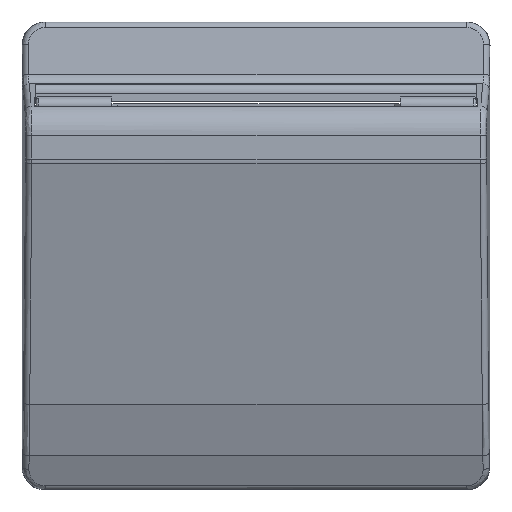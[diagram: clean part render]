
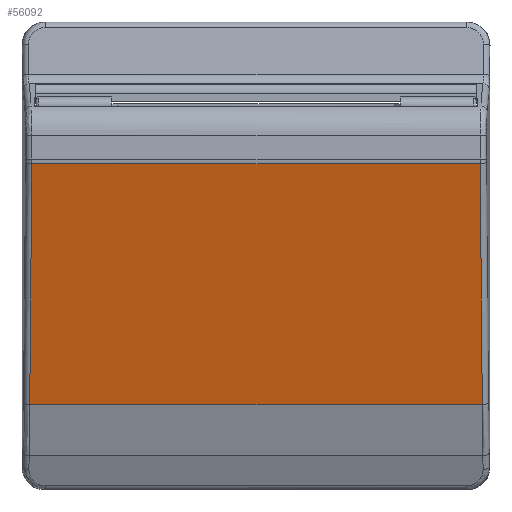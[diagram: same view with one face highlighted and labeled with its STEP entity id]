
A CAD part, top view. The second image highlights one B-rep face of the part: STEP entity #56092.
In plain terms, the highlighted planar face has unit normal (0, -0.242, 0.97).
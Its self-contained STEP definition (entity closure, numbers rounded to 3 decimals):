
#56073=AXIS2_PLACEMENT_3D('Plane Axis2P3D',#56070,#56071,#56072) ;
#55080=CARTESIAN_POINT('Vertex',(-28.985,11.906,23.29)) ;
#55108=CARTESIAN_POINT('Vertex',(-29.256,-19.177,15.54)) ;
#55111=CARTESIAN_POINT('Line Origine',(-29.136,-5.442,18.964)) ;
#56049=CARTESIAN_POINT('Line Origine',(0.,11.906,23.29)) ;
#56053=CARTESIAN_POINT('Vertex',(28.985,11.906,23.29)) ;
#56070=CARTESIAN_POINT('Axis2P3D Location',(0.,-22.573,14.693)) ;
#56075=CARTESIAN_POINT('Line Origine',(0.,-19.177,15.54)) ;
#56079=CARTESIAN_POINT('Vertex',(29.256,-19.177,15.54)) ;
#56083=CARTESIAN_POINT('Control Point',(29.256,-19.177,15.54)) ;
#56084=CARTESIAN_POINT('Control Point',(28.985,11.906,23.29)) ;
#55112=DIRECTION('Vector Direction',(-0.008,-0.97,-0.242)) ;
#56050=DIRECTION('Vector Direction',(-1.,0.,0.)) ;
#56071=DIRECTION('Axis2P3D Direction',(0.,0.242,-0.97)) ;
#56072=DIRECTION('Axis2P3D XDirection',(0.,0.97,0.242)) ;
#56076=DIRECTION('Vector Direction',(1.,0.,0.)) ;
#55113=VECTOR('Line Direction',#55112,1.) ;
#56051=VECTOR('Line Direction',#56050,1.) ;
#56077=VECTOR('Line Direction',#56076,1.) ;
#56087=ORIENTED_EDGE('',*,*,#56081,.T.) ;
#56088=ORIENTED_EDGE('',*,*,#56085,.F.) ;
#56089=ORIENTED_EDGE('',*,*,#56055,.F.) ;
#56090=ORIENTED_EDGE('',*,*,#55115,.F.) ;
#56092=ADVANCED_FACE('PartBody',(#56091),#56074,.F.) ;
#56082=B_SPLINE_CURVE_WITH_KNOTS('',1,(#56083,#56084),.UNSPECIFIED.,.F.,.U.,(2,2),(-14.156,17.88),.UNSPECIFIED.) ;
#55115=EDGE_CURVE('',#55109,#55081,#55114,.F.) ;
#56055=EDGE_CURVE('',#55081,#56054,#56052,.F.) ;
#56081=EDGE_CURVE('',#55109,#56080,#56078,.T.) ;
#56085=EDGE_CURVE('',#56054,#56080,#56082,.F.) ;
#56086=EDGE_LOOP('',(#56087,#56088,#56089,#56090)) ;
#56091=FACE_OUTER_BOUND('',#56086,.T.) ;
#55114=LINE('Line',#55111,#55113) ;
#56052=LINE('Line',#56049,#56051) ;
#56078=LINE('Line',#56075,#56077) ;
#56074=PLANE('',#56073) ;
#55081=VERTEX_POINT('',#55080) ;
#55109=VERTEX_POINT('',#55108) ;
#56054=VERTEX_POINT('',#56053) ;
#56080=VERTEX_POINT('',#56079) ;
